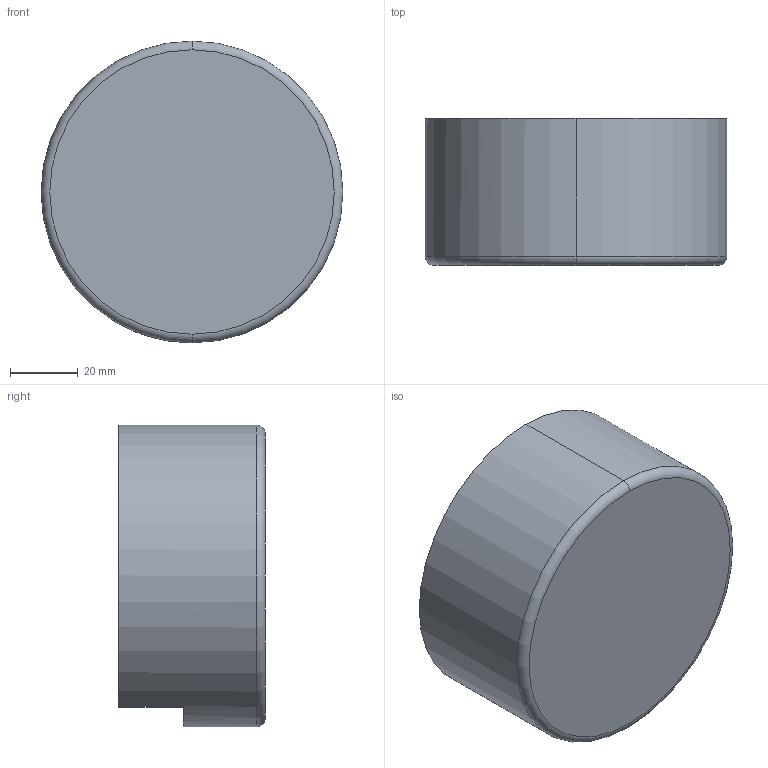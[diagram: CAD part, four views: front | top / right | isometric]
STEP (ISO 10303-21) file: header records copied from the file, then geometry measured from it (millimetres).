
FILE_DESCRIPTION (( 'STEP AP203' ), '1' );
FILE_NAME ('Bottom Mount.STEP', '2019-10-27T08:05:49', ( '' ), ( '' ), 'SwSTEP 2.0', 'SolidWorks 2019', '' );
FILE_SCHEMA (( 'CONFIG_CONTROL_DESIGN' ));
Length unit declared in the file: inch
Products named in the file (1): Bottom Mount
Bounding box: 88.9 x 43.18 x 88.9 mm (x, y, z)
Volume: 40852.3 mm3; surface area: 33020.8 mm2
Topology: 1 solids, 1 shells, 14 faces, 33 edges, 21 vertices
Faces by surface type: plane 6, torus 4, cylinder 4
Entity records: 497 total; most frequent: DIRECTION 80, CARTESIAN_POINT 79, ORIENTED_EDGE 66, AXIS2_PLACEMENT_3D 34, EDGE_CURVE 33, VERTEX_POINT 21, CIRCLE 19, FACE_OUTER_BOUND 14
